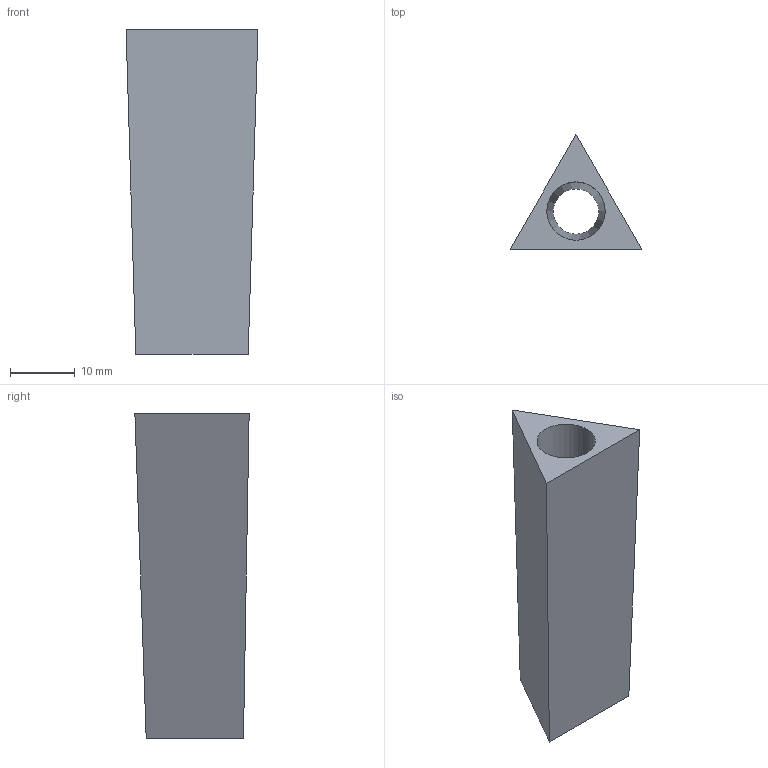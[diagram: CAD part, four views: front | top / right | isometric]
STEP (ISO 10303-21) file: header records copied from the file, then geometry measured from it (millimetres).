
FILE_DESCRIPTION(('FreeCAD Model'),'2;1');
FILE_NAME('Open CASCADE Shape Model','2025-09-21T09:54:10',(''),(''), 'Open CASCADE STEP processor 7.8','FreeCAD','Unknown');
FILE_SCHEMA(('AUTOMOTIVE_DESIGN { 1 0 10303 214 1 1 1 1 }'));
Length unit declared in the file: millimetre
Products named in the file (1): Body001
Bounding box: 20.34 x 17.62 x 50 mm (x, y, z)
Volume: 5158.1 mm3; surface area: 4289.3 mm2
Topology: 1 solids, 1 shells, 8 faces, 16 edges, 10 vertices
Faces by surface type: bspline 3, plane 2, cylinder 2, cone 1
Full cylindrical faces by diameter (mm): 7 x1, 9 x1
Entity records: 442 total; most frequent: CARTESIAN_POINT 94, DIRECTION 56, LINE 36, VECTOR 36, ORIENTED_EDGE 32, PCURVE 32, DEFINITIONAL_REPRESENTATION 32, EDGE_CURVE 16
